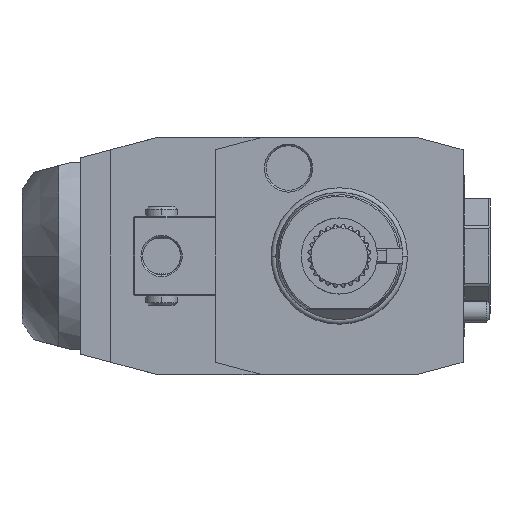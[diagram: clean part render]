
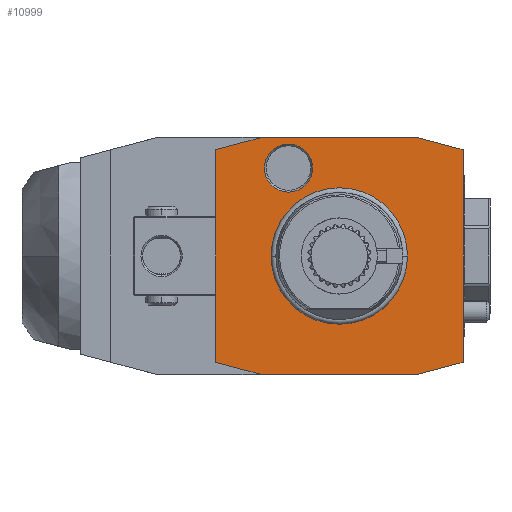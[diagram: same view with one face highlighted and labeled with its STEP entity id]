
A CAD part, front view. The second image highlights one B-rep face of the part: STEP entity #10999.
In plain terms, the highlighted planar face has unit normal (0, -1, 0).
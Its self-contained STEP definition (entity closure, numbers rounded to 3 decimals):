
#1=DIRECTION('',(1.,0.,0.));
#2=VECTOR('',#1,48.);
#3=CARTESIAN_POINT('',(-24.,0.,-37.5));
#4=LINE('',#3,#2);
#5=DIRECTION('',(0.966,0.,-0.259));
#6=VECTOR('',#5,15.529);
#7=CARTESIAN_POINT('',(-39.,0.,-33.481));
#8=LINE('',#7,#6);
#9=DIRECTION('',(0.,0.,-1.));
#10=VECTOR('',#9,66.962);
#11=CARTESIAN_POINT('',(-39.,0.,33.481));
#12=LINE('',#11,#10);
#13=DIRECTION('',(-0.966,0.,-0.259));
#14=VECTOR('',#13,15.529);
#15=CARTESIAN_POINT('',(-24.,0.,37.5));
#16=LINE('',#15,#14);
#17=DIRECTION('',(-1.,0.,0.));
#18=VECTOR('',#17,48.);
#19=CARTESIAN_POINT('',(24.,0.,37.5));
#20=LINE('',#19,#18);
#21=DIRECTION('',(-0.966,0.,0.259));
#22=VECTOR('',#21,15.529);
#23=CARTESIAN_POINT('',(39.,0.,33.481));
#24=LINE('',#23,#22);
#25=DIRECTION('',(0.,0.,1.));
#26=VECTOR('',#25,66.962);
#27=CARTESIAN_POINT('',(39.,0.,-33.481));
#28=LINE('',#27,#26);
#29=DIRECTION('',(0.966,0.,0.259));
#30=VECTOR('',#29,15.529);
#31=CARTESIAN_POINT('',(24.,0.,-37.5));
#32=LINE('',#31,#30);
#33=CARTESIAN_POINT('',(-16.,0.,27.713));
#34=DIRECTION('',(0.,1.,0.));
#35=DIRECTION('',(-1.,0.,0.));
#36=AXIS2_PLACEMENT_3D('',#33,#34,#35);
#38=CARTESIAN_POINT('',(-16.,0.,27.713));
#39=DIRECTION('',(0.,1.,0.));
#40=DIRECTION('',(1.,0.,0.));
#41=AXIS2_PLACEMENT_3D('',#38,#39,#40);
#4891=CARTESIAN_POINT('',(0.,0.,0.));
#4892=DIRECTION('',(0.,-1.,0.));
#4893=DIRECTION('',(1.,0.,0.));
#4894=AXIS2_PLACEMENT_3D('',#4891,#4892,#4893);
#4896=CARTESIAN_POINT('',(0.,0.,0.));
#4897=DIRECTION('',(0.,-1.,0.));
#4898=DIRECTION('',(-1.,0.,0.));
#4899=AXIS2_PLACEMENT_3D('',#4896,#4897,#4898);
#9760=CARTESIAN_POINT('',(-23.577,0.,
27.713));
#9761=CARTESIAN_POINT('',(-8.423,0.,
27.713));
#9762=VERTEX_POINT('',#9760);
#9763=VERTEX_POINT('',#9761);
#10564=CARTESIAN_POINT('',(-24.,0.,-37.5));
#10565=CARTESIAN_POINT('',(24.,0.,-37.5));
#10566=VERTEX_POINT('',#10564);
#10567=VERTEX_POINT('',#10565);
#10568=CARTESIAN_POINT('',(39.,0.,-33.481));
#10569=VERTEX_POINT('',#10568);
#10570=CARTESIAN_POINT('',(39.,0.,33.481));
#10571=VERTEX_POINT('',#10570);
#10572=CARTESIAN_POINT('',(24.,0.,37.5));
#10573=VERTEX_POINT('',#10572);
#10574=CARTESIAN_POINT('',(-24.,0.,37.5));
#10575=VERTEX_POINT('',#10574);
#10576=CARTESIAN_POINT('',(-39.,0.,33.481));
#10577=VERTEX_POINT('',#10576);
#10578=CARTESIAN_POINT('',(-39.,0.,-33.481));
#10579=VERTEX_POINT('',#10578);
#10828=CARTESIAN_POINT('',(21.137,0.,0.));
#10829=CARTESIAN_POINT('',(-21.137,0.,0.));
#10830=VERTEX_POINT('',#10828);
#10831=VERTEX_POINT('',#10829);
#10964=CARTESIAN_POINT('',(0.,0.,0.));
#10965=DIRECTION('',(0.,-1.,0.));
#10966=DIRECTION('',(-1.,0.,0.));
#10967=AXIS2_PLACEMENT_3D('',#10964,#10965,#10966);
#10968=PLANE('',#10967);
#10970=ORIENTED_EDGE('',*,*,#10969,.F.);
#10972=ORIENTED_EDGE('',*,*,#10971,.F.);
#10974=ORIENTED_EDGE('',*,*,#10973,.F.);
#10976=ORIENTED_EDGE('',*,*,#10975,.F.);
#10978=ORIENTED_EDGE('',*,*,#10977,.F.);
#10980=ORIENTED_EDGE('',*,*,#10979,.F.);
#10982=ORIENTED_EDGE('',*,*,#10981,.F.);
#10984=ORIENTED_EDGE('',*,*,#10983,.F.);
#10985=EDGE_LOOP('',(#10970,#10972,#10974,#10976,#10978,#10980,#10982,#10984));
#10986=FACE_OUTER_BOUND('',#10985,.F.);
#10988=ORIENTED_EDGE('',*,*,#10987,.T.);
#10990=ORIENTED_EDGE('',*,*,#10989,.T.);
#10991=EDGE_LOOP('',(#10988,#10990));
#10992=FACE_BOUND('',#10991,.F.);
#10994=ORIENTED_EDGE('',*,*,#10993,.F.);
#10996=ORIENTED_EDGE('',*,*,#10995,.F.);
#10997=EDGE_LOOP('',(#10994,#10996));
#10998=FACE_BOUND('',#10997,.F.);
#37=CIRCLE('',#36,7.577);
#42=CIRCLE('',#41,7.577);
#4895=CIRCLE('',#4894,21.137);
#4900=CIRCLE('',#4899,21.137);
#10969=EDGE_CURVE('',#10566,#10567,#4,.T.);
#10971=EDGE_CURVE('',#10579,#10566,#8,.T.);
#10973=EDGE_CURVE('',#10577,#10579,#12,.T.);
#10975=EDGE_CURVE('',#10575,#10577,#16,.T.);
#10977=EDGE_CURVE('',#10573,#10575,#20,.T.);
#10979=EDGE_CURVE('',#10571,#10573,#24,.T.);
#10981=EDGE_CURVE('',#10569,#10571,#28,.T.);
#10983=EDGE_CURVE('',#10567,#10569,#32,.T.);
#10987=EDGE_CURVE('',#10830,#10831,#4895,.T.);
#10989=EDGE_CURVE('',#10831,#10830,#4900,.T.);
#10993=EDGE_CURVE('',#9762,#9763,#37,.T.);
#10995=EDGE_CURVE('',#9763,#9762,#42,.T.);
#10999=ADVANCED_FACE('',(#10986,#10992,#10998),#10968,.T.);
